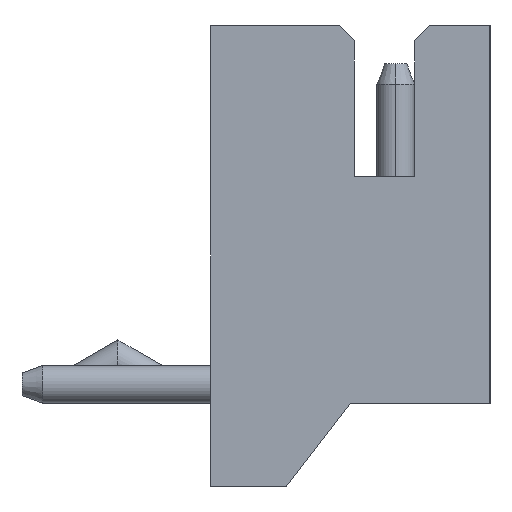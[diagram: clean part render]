
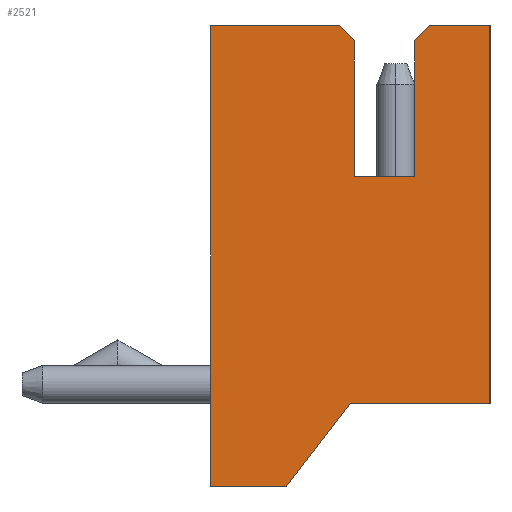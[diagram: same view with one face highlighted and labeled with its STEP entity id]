
A CAD part, left-side view. The second image highlights one B-rep face of the part: STEP entity #2521.
In plain terms, the highlighted planar face has unit normal (-1, 0, 0).
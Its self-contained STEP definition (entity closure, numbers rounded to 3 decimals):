
#27 = DIRECTION ( 'NONE',  ( 0., 0., -1. ) ) ;
#107 = EDGE_CURVE ( 'NONE', #3398, #1684, #5529, .T. ) ;
#170 = ORIENTED_EDGE ( 'NONE', *, *, #2632, .T. ) ;
#180 = VECTOR ( 'NONE', #4911, 1000. ) ;
#217 = CARTESIAN_POINT ( 'NONE',  ( -3.75, -1.05, 6.1 ) ) ;
#324 = DIRECTION ( 'NONE',  ( 0., -1., 0. ) ) ;
#342 = CARTESIAN_POINT ( 'NONE',  ( -3.75, -0.85, 6.1 ) ) ;
#515 = DIRECTION ( 'NONE',  ( 0., 0.707, 0.707 ) ) ;
#614 = EDGE_CURVE ( 'NONE', #3802, #3151, #2039, .T. ) ;
#624 = LINE ( 'NONE', #217, #3869 ) ;
#765 = CARTESIAN_POINT ( 'NONE',  ( -3.75, -0.05, 6.1 ) ) ;
#867 = CARTESIAN_POINT ( 'NONE',  ( -3.75, -1.85, 6.1 ) ) ;
#908 = VECTOR ( 'NONE', #1594, 1000. ) ;
#948 = VECTOR ( 'NONE', #515, 1000. ) ;
#1039 = VECTOR ( 'NONE', #5591, 1000. ) ;
#1125 = VERTEX_POINT ( 'NONE', #2193 ) ;
#1202 = LINE ( 'NONE', #2570, #1039 ) ;
#1204 = DIRECTION ( 'NONE',  ( 0., 0., 1. ) ) ;
#1229 = EDGE_CURVE ( 'NONE', #1125, #3081, #4420, .T. ) ;
#1281 = DIRECTION ( 'NONE',  ( 0., -1., 0. ) ) ;
#1312 = ORIENTED_EDGE ( 'NONE', *, *, #4225, .T. ) ;
#1331 = EDGE_CURVE ( 'NONE', #3072, #3889, #5250, .T. ) ;
#1343 = EDGE_CURVE ( 'NONE', #4446, #3398, #1202, .T. ) ;
#1581 = ORIENTED_EDGE ( 'NONE', *, *, #5409, .F. ) ;
#1594 = DIRECTION ( 'NONE',  ( 0., -0.611, 0.791 ) ) ;
#1657 = CARTESIAN_POINT ( 'NONE',  ( -3.75, -0.85, 5.9 ) ) ;
#1668 = ORIENTED_EDGE ( 'NONE', *, *, #1229, .T. ) ;
#1684 = VERTEX_POINT ( 'NONE', #3738 ) ;
#1819 = LINE ( 'NONE', #867, #180 ) ;
#1824 = CARTESIAN_POINT ( 'NONE',  ( -3.75, 0.85, 0. ) ) ;
#1857 = VERTEX_POINT ( 'NONE', #3720 ) ;
#1877 = LINE ( 'NONE', #2840, #948 ) ;
#1940 = CARTESIAN_POINT ( 'NONE',  ( -3.75, -0.85, 4.1 ) ) ;
#1997 = LINE ( 'NONE', #3717, #4734 ) ;
#2039 = LINE ( 'NONE', #5621, #908 ) ;
#2066 = CARTESIAN_POINT ( 'NONE',  ( -3.75, 1.85, 0. ) ) ;
#2121 = CARTESIAN_POINT ( 'NONE',  ( -3.75, -0.05, 4.1 ) ) ;
#2133 = DIRECTION ( 'NONE',  ( 0., 0.707, -0.707 ) ) ;
#2135 = DIRECTION ( 'NONE',  ( 0., 0., -1. ) ) ;
#2193 = CARTESIAN_POINT ( 'NONE',  ( -3.75, 1.85, 6.1 ) ) ;
#2292 = CARTESIAN_POINT ( 'NONE',  ( -3.75, -1.85, 0. ) ) ;
#2323 = DIRECTION ( 'NONE',  ( 0., 0., -1. ) ) ;
#2414 = CARTESIAN_POINT ( 'NONE',  ( -3.75, -0.05, 5.9 ) ) ;
#2521 = ADVANCED_FACE ( 'NONE', ( #2669 ), #3180, .F. ) ;
#2550 = AXIS2_PLACEMENT_3D ( 'NONE', #4064, #4454, #27 ) ;
#2563 = EDGE_CURVE ( 'NONE', #3882, #1857, #1877, .T. ) ;
#2570 = CARTESIAN_POINT ( 'NONE',  ( -3.75, -1.85, 6.1 ) ) ;
#2632 = EDGE_CURVE ( 'NONE', #4446, #3072, #624, .T. ) ;
#2639 = LINE ( 'NONE', #2292, #4558 ) ;
#2669 = FACE_OUTER_BOUND ( 'NONE', #2857, .T. ) ;
#2718 = VERTEX_POINT ( 'NONE', #2121 ) ;
#2818 = ORIENTED_EDGE ( 'NONE', *, *, #2563, .T. ) ;
#2840 = CARTESIAN_POINT ( 'NONE',  ( -3.75, 0.15, 6.1 ) ) ;
#2846 = CARTESIAN_POINT ( 'NONE',  ( -3.75, -1.85, 6.1 ) ) ;
#2857 = EDGE_LOOP ( 'NONE', ( #3985, #170, #4230, #3758, #3044, #2818, #1581, #1668, #1312, #3318, #3917, #5632 ) ) ;
#3013 = CARTESIAN_POINT ( 'NONE',  ( -3.75, 0., 1.1 ) ) ;
#3044 = ORIENTED_EDGE ( 'NONE', *, *, #3135, .T. ) ;
#3053 = CARTESIAN_POINT ( 'NONE',  ( -3.75, 1.85, 6.1 ) ) ;
#3072 = VERTEX_POINT ( 'NONE', #1657 ) ;
#3081 = VERTEX_POINT ( 'NONE', #2066 ) ;
#3135 = EDGE_CURVE ( 'NONE', #2718, #3882, #5209, .T. ) ;
#3151 = VERTEX_POINT ( 'NONE', #3013 ) ;
#3180 = PLANE ( 'NONE',  #2550 ) ;
#3318 = ORIENTED_EDGE ( 'NONE', *, *, #614, .T. ) ;
#3398 = VERTEX_POINT ( 'NONE', #5447 ) ;
#3717 = CARTESIAN_POINT ( 'NONE',  ( -3.75, -1.85, 4.1 ) ) ;
#3720 = CARTESIAN_POINT ( 'NONE',  ( -3.75, 0.15, 6.1 ) ) ;
#3738 = CARTESIAN_POINT ( 'NONE',  ( -3.75, -1.85, 1.1 ) ) ;
#3758 = ORIENTED_EDGE ( 'NONE', *, *, #3940, .T. ) ;
#3802 = VERTEX_POINT ( 'NONE', #1824 ) ;
#3869 = VECTOR ( 'NONE', #2133, 1000. ) ;
#3882 = VERTEX_POINT ( 'NONE', #2414 ) ;
#3889 = VERTEX_POINT ( 'NONE', #1940 ) ;
#3917 = ORIENTED_EDGE ( 'NONE', *, *, #4861, .T. ) ;
#3940 = EDGE_CURVE ( 'NONE', #3889, #2718, #1997, .T. ) ;
#3963 = DIRECTION ( 'NONE',  ( 0., 0., -1. ) ) ;
#3985 = ORIENTED_EDGE ( 'NONE', *, *, #1343, .F. ) ;
#4064 = CARTESIAN_POINT ( 'NONE',  ( -3.75, -1.85, 6.1 ) ) ;
#4225 = EDGE_CURVE ( 'NONE', #3081, #3802, #2639, .T. ) ;
#4230 = ORIENTED_EDGE ( 'NONE', *, *, #1331, .T. ) ;
#4399 = VECTOR ( 'NONE', #1204, 1000. ) ;
#4420 = LINE ( 'NONE', #3053, #5417 ) ;
#4446 = VERTEX_POINT ( 'NONE', #4725 ) ;
#4454 = DIRECTION ( 'NONE',  ( 1., 0., 0. ) ) ;
#4558 = VECTOR ( 'NONE', #1281, 1000. ) ;
#4725 = CARTESIAN_POINT ( 'NONE',  ( -3.75, -1.05, 6.1 ) ) ;
#4734 = VECTOR ( 'NONE', #5495, 1000. ) ;
#4769 = CARTESIAN_POINT ( 'NONE',  ( -3.75, -1.85, 1.1 ) ) ;
#4861 = EDGE_CURVE ( 'NONE', #3151, #1684, #5671, .T. ) ;
#4911 = DIRECTION ( 'NONE',  ( 0., -1., 0. ) ) ;
#5209 = LINE ( 'NONE', #765, #4399 ) ;
#5250 = LINE ( 'NONE', #342, #5742 ) ;
#5409 = EDGE_CURVE ( 'NONE', #1125, #1857, #1819, .T. ) ;
#5417 = VECTOR ( 'NONE', #3963, 1000. ) ;
#5447 = CARTESIAN_POINT ( 'NONE',  ( -3.75, -1.85, 6.1 ) ) ;
#5495 = DIRECTION ( 'NONE',  ( 0., 1., 0. ) ) ;
#5529 = LINE ( 'NONE', #2846, #5602 ) ;
#5552 = VECTOR ( 'NONE', #324, 1000. ) ;
#5591 = DIRECTION ( 'NONE',  ( 0., -1., 0. ) ) ;
#5602 = VECTOR ( 'NONE', #2323, 1000. ) ;
#5621 = CARTESIAN_POINT ( 'NONE',  ( -3.75, -3.111, 5.126 ) ) ;
#5632 = ORIENTED_EDGE ( 'NONE', *, *, #107, .F. ) ;
#5671 = LINE ( 'NONE', #4769, #5552 ) ;
#5742 = VECTOR ( 'NONE', #2135, 1000. ) ;
